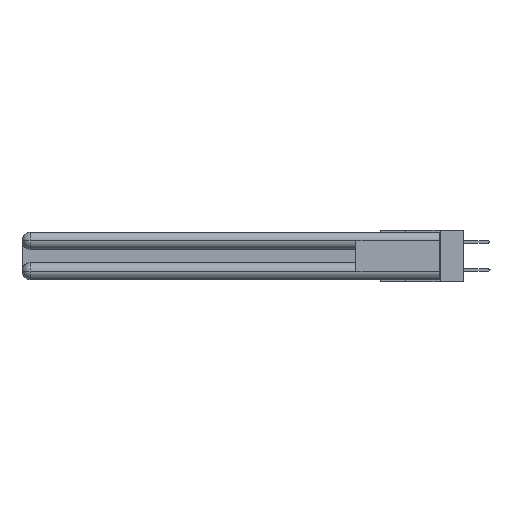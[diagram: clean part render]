
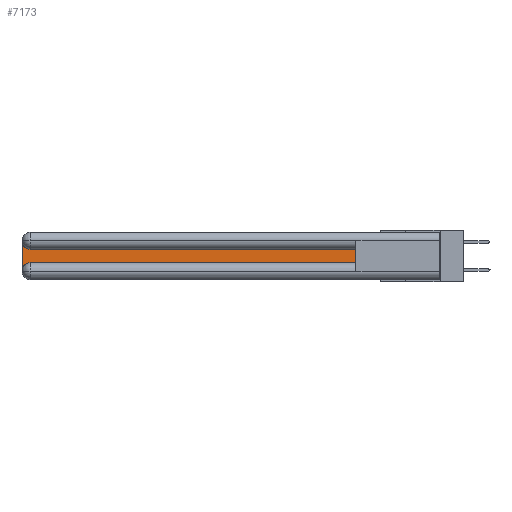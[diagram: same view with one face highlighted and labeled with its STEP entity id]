
A CAD part, left-side view. The second image highlights one B-rep face of the part: STEP entity #7173.
In plain terms, the highlighted planar face has unit normal (-1, 0, 0).
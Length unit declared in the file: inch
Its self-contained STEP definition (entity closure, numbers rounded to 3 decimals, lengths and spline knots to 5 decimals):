
#716 = DIRECTION ( 'NONE',  ( 0., 0., -1. ) ) ;
#2735 = LINE ( 'NONE', #21519, #12583 ) ;
#2934 = CIRCLE ( 'NONE', #32222, 0.06 ) ;
#3954 = VECTOR ( 'NONE', #27042, 39.37008 ) ;
#4975 = DIRECTION ( 'NONE',  ( 1., 0., 0. ) ) ;
#5498 = LINE ( 'NONE', #34287, #6707 ) ;
#5877 = CARTESIAN_POINT ( 'NONE',  ( 0.075, 2.94, -0.1225 ) ) ;
#6707 = VECTOR ( 'NONE', #17892, 39.37008 ) ;
#7173 = ADVANCED_FACE ( 'NONE', ( #19627 ), #25622, .F. ) ;
#7865 = CARTESIAN_POINT ( 'NONE',  ( 0.075, 0.6, -0.1225 ) ) ;
#9222 = VECTOR ( 'NONE', #27427, 39.37008 ) ;
#9906 = ORIENTED_EDGE ( 'NONE', *, *, #14007, .T. ) ;
#10474 = DIRECTION ( 'NONE',  ( 0., 0., -1. ) ) ;
#10876 = EDGE_CURVE ( 'NONE', #31230, #25010, #33916, .T. ) ;
#11766 = CIRCLE ( 'NONE', #33943, 0.06 ) ;
#12507 = ORIENTED_EDGE ( 'NONE', *, *, #20314, .T. ) ;
#12583 = VECTOR ( 'NONE', #32636, 39.37008 ) ;
#13115 = DIRECTION ( 'NONE',  ( 0., 0., -1. ) ) ;
#14007 = EDGE_CURVE ( 'NONE', #16560, #20353, #2934, .T. ) ;
#15284 = CARTESIAN_POINT ( 'NONE',  ( 0.075, 3., -0.2775 ) ) ;
#16560 = VERTEX_POINT ( 'NONE', #15284 ) ;
#16702 = EDGE_LOOP ( 'NONE', ( #26070, #12507, #19896, #9906, #32560, #29030 ) ) ;
#17024 = CARTESIAN_POINT ( 'NONE',  ( 0.075, 3., -0.1225 ) ) ;
#17053 = EDGE_CURVE ( 'NONE', #26856, #31230, #2735, .T. ) ;
#17236 = CARTESIAN_POINT ( 'NONE',  ( 0.075, 3., -0.0625 ) ) ;
#17892 = DIRECTION ( 'NONE',  ( 0., 0., -1. ) ) ;
#19123 = DIRECTION ( 'NONE',  ( 1., 0., 0. ) ) ;
#19627 = FACE_OUTER_BOUND ( 'NONE', #16702, .T. ) ;
#19693 = VERTEX_POINT ( 'NONE', #17236 ) ;
#19779 = DIRECTION ( 'NONE',  ( 1., 0., 0. ) ) ;
#19896 = ORIENTED_EDGE ( 'NONE', *, *, #22148, .T. ) ;
#20314 = EDGE_CURVE ( 'NONE', #25010, #19693, #11766, .T. ) ;
#20353 = VERTEX_POINT ( 'NONE', #24622 ) ;
#21496 = CARTESIAN_POINT ( 'NONE',  ( 0.075, 2.94, -0.2775 ) ) ;
#21519 = CARTESIAN_POINT ( 'NONE',  ( 0.075, 0.6, -0.2175 ) ) ;
#22024 = CARTESIAN_POINT ( 'NONE',  ( 0.075, 0.6, -0.2175 ) ) ;
#22148 = EDGE_CURVE ( 'NONE', #19693, #16560, #5498, .T. ) ;
#22525 = LINE ( 'NONE', #22024, #9222 ) ;
#24158 = CARTESIAN_POINT ( 'NONE',  ( 0.075, 0.6, -0.1225 ) ) ;
#24551 = CARTESIAN_POINT ( 'NONE',  ( 0.075, 0.6, -0.2175 ) ) ;
#24622 = CARTESIAN_POINT ( 'NONE',  ( 0.075, 2.94, -0.2175 ) ) ;
#25010 = VERTEX_POINT ( 'NONE', #5877 ) ;
#25465 = EDGE_CURVE ( 'NONE', #20353, #26856, #22525, .T. ) ;
#25622 = PLANE ( 'NONE',  #31971 ) ;
#26070 = ORIENTED_EDGE ( 'NONE', *, *, #10876, .T. ) ;
#26856 = VERTEX_POINT ( 'NONE', #24551 ) ;
#27042 = DIRECTION ( 'NONE',  ( 0., 1., 0. ) ) ;
#27427 = DIRECTION ( 'NONE',  ( 0., -1., 0. ) ) ;
#29030 = ORIENTED_EDGE ( 'NONE', *, *, #17053, .T. ) ;
#31230 = VERTEX_POINT ( 'NONE', #24158 ) ;
#31971 = AXIS2_PLACEMENT_3D ( 'NONE', #17024, #19779, #716 ) ;
#32222 = AXIS2_PLACEMENT_3D ( 'NONE', #21496, #4975, #10474 ) ;
#32560 = ORIENTED_EDGE ( 'NONE', *, *, #25465, .T. ) ;
#32636 = DIRECTION ( 'NONE',  ( 0., 0., 1. ) ) ;
#33916 = LINE ( 'NONE', #7865, #3954 ) ;
#33943 = AXIS2_PLACEMENT_3D ( 'NONE', #35280, #19123, #13115 ) ;
#34287 = CARTESIAN_POINT ( 'NONE',  ( 0.075, 3., -0.2175 ) ) ;
#35280 = CARTESIAN_POINT ( 'NONE',  ( 0.075, 2.94, -0.0625 ) ) ;
